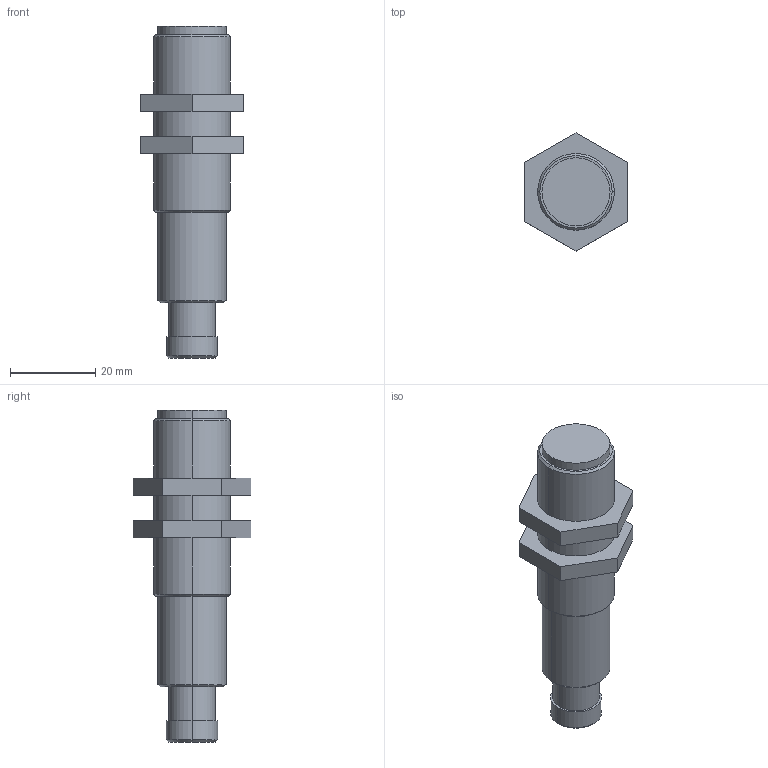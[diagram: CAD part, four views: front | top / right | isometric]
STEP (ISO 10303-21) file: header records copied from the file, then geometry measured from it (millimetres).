
FILE_DESCRIPTION((''),'2;1');
FILE_NAME('VL18LL_F400376A','2006-09-19T',('Pepperl+Fuchs'),('Industriehansa'),'PRO/ENGINEER BY PARAMETRIC TECHNOLOGY CORPORATION, 2005290','PRO/ENGINEER BY PARAMETRIC TECHNOLOGY CORPORATION, 2005290','');
FILE_SCHEMA(('AUTOMOTIVE_DESIGN_CC2 { 1 2 10303 214 -1 1 5 2 }'));
Length unit declared in the file: millimetre
Products named in the file (1): VL18LL_F400376A
Bounding box: 24 x 27.71 x 78 mm (x, y, z)
Volume: 18557.4 mm3; surface area: 5669.9 mm2
Topology: 1 solids, 1 shells, 44 faces, 99 edges, 70 vertices
Faces by surface type: plane 22, cylinder 14, cone 8
Entity records: 1663 total; most frequent: DIRECTION 225, CARTESIAN_POINT 204, ORIENTED_EDGE 188, PRESENTATION_STYLE_ASSIGNMENT 110, STYLED_ITEM 102, CURVE_STYLE 100, EDGE_CURVE 94, AXIS2_PLACEMENT_3D 81
